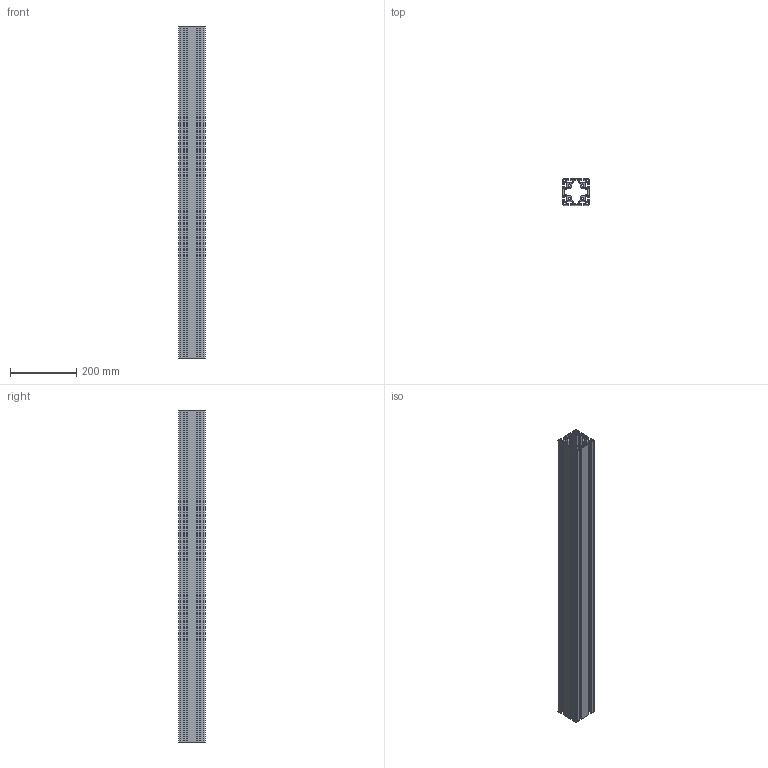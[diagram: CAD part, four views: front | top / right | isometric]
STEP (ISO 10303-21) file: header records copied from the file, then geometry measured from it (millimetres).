
FILE_DESCRIPTION(/* description */ (''),/* implementation_level */ '2;1');
FILE_NAME(/* name */ '10081_KriTec_Profil_8_80x80_leicht_neu.stp',/* time_stamp */ '2016-05-17T11:11:53+02:00',/* author */ ('kostic'),/* organization */ (''),/* preprocessor_version */ 'ST-DEVELOPER v16.1',/* originating_system */ 'Autodesk Inventor 2016',/* authorisation */ '');
FILE_SCHEMA (('AUTOMOTIVE_DESIGN { 1 0 10303 214 3 1 1 }'));
Length unit declared in the file: millimetre
Products named in the file (1): 10081_KriTec_Profil_8_80x80_leicht_neu
Bounding box: 80 x 80 x 1000 mm (x, y, z)
Volume: 1995664.1 mm3; surface area: 1117186.5 mm2
Topology: 1 solids, 1 shells, 342 faces, 1020 edges, 680 vertices
Faces by surface type: cylinder 180, plane 162
Full cylindrical faces by diameter (mm): 6.8 x4
Entity records: 11644 total; most frequent: DIRECTION 2062, CARTESIAN_POINT 2039, ORIENTED_EDGE 2032, EDGE_CURVE 1016, AXIS2_PLACEMENT_3D 703, VERTEX_POINT 680, LINE 656, VECTOR 656
